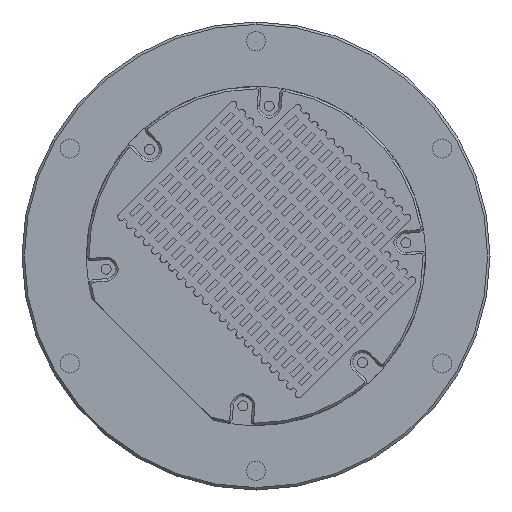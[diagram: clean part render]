
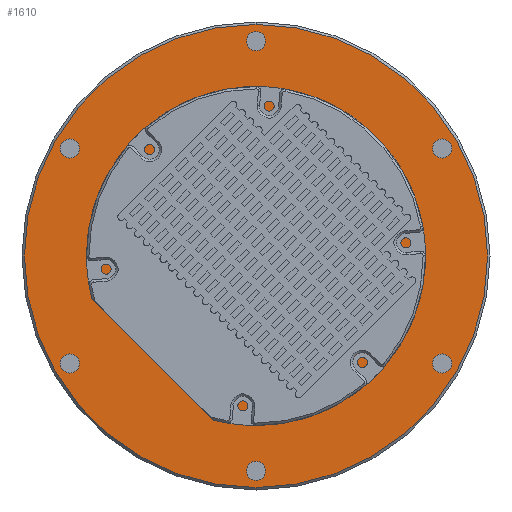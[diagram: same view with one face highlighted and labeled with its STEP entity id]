
A CAD part, left-side view. The second image highlights one B-rep face of the part: STEP entity #1610.
In plain terms, the highlighted planar face has unit normal (-1, 0, 0).
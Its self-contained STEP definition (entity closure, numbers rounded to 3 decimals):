
#73=CARTESIAN_POINT('',(-50.5,0.,0.));
#74=DIRECTION('',(-1.,0.,0.));
#75=DIRECTION('',(0.,0.,-1.));
#76=AXIS2_PLACEMENT_3D('',#73,#74,#75);
#78=CARTESIAN_POINT('',(-50.5,0.,0.));
#79=DIRECTION('',(1.,0.,0.));
#80=DIRECTION('',(0.,0.,-1.));
#81=AXIS2_PLACEMENT_3D('',#78,#79,#80);
#83=CARTESIAN_POINT('',(-50.5,-38.971,-22.5));
#84=DIRECTION('',(-1.,0.,0.));
#85=DIRECTION('',(0.,0.,-1.));
#86=AXIS2_PLACEMENT_3D('',#83,#84,#85);
#88=CARTESIAN_POINT('',(-50.5,-38.971,-22.5));
#89=DIRECTION('',(-1.,0.,0.));
#90=DIRECTION('',(0.,0.,1.));
#91=AXIS2_PLACEMENT_3D('',#88,#89,#90);
#93=CARTESIAN_POINT('',(-50.5,0.,-45.));
#94=DIRECTION('',(-1.,0.,0.));
#95=DIRECTION('',(0.,0.866,-0.5));
#96=AXIS2_PLACEMENT_3D('',#93,#94,#95);
#98=CARTESIAN_POINT('',(-50.5,0.,-45.));
#99=DIRECTION('',(-1.,0.,0.));
#100=DIRECTION('',(0.,-0.866,0.5));
#101=AXIS2_PLACEMENT_3D('',#98,#99,#100);
#103=CARTESIAN_POINT('',(-50.5,38.971,-22.5));
#104=DIRECTION('',(-1.,0.,0.));
#105=DIRECTION('',(0.,0.866,0.5));
#106=AXIS2_PLACEMENT_3D('',#103,#104,#105);
#108=CARTESIAN_POINT('',(-50.5,38.971,-22.5));
#109=DIRECTION('',(-1.,0.,0.));
#110=DIRECTION('',(0.,-0.866,-0.5));
#111=AXIS2_PLACEMENT_3D('',#108,#109,#110);
#113=CARTESIAN_POINT('',(-50.5,38.971,22.5));
#114=DIRECTION('',(-1.,0.,0.));
#115=DIRECTION('',(0.,0.,1.));
#116=AXIS2_PLACEMENT_3D('',#113,#114,#115);
#118=CARTESIAN_POINT('',(-50.5,38.971,22.5));
#119=DIRECTION('',(-1.,0.,0.));
#120=DIRECTION('',(0.,0.,-1.));
#121=AXIS2_PLACEMENT_3D('',#118,#119,#120);
#123=CARTESIAN_POINT('',(-50.5,0.,45.));
#124=DIRECTION('',(-1.,0.,0.));
#125=DIRECTION('',(0.,-0.866,0.5));
#126=AXIS2_PLACEMENT_3D('',#123,#124,#125);
#128=CARTESIAN_POINT('',(-50.5,0.,45.));
#129=DIRECTION('',(-1.,0.,0.));
#130=DIRECTION('',(0.,0.866,-0.5));
#131=AXIS2_PLACEMENT_3D('',#128,#129,#130);
#133=CARTESIAN_POINT('',(-50.5,-38.971,22.5));
#134=DIRECTION('',(-1.,0.,0.));
#135=DIRECTION('',(0.,-0.866,-0.5));
#136=AXIS2_PLACEMENT_3D('',#133,#134,#135);
#138=CARTESIAN_POINT('',(-50.5,-38.971,22.5));
#139=DIRECTION('',(-1.,0.,0.));
#140=DIRECTION('',(0.,0.866,0.5));
#141=AXIS2_PLACEMENT_3D('',#138,#139,#140);
#1159=CARTESIAN_POINT('',(-50.5,0.,-48.5));
#1160=VERTEX_POINT('',#1159);
#1225=CARTESIAN_POINT('',(-50.5,0.,48.5));
#1226=VERTEX_POINT('',#1225);
#1287=CARTESIAN_POINT('',(-50.5,-38.971,-24.5));
#1288=CARTESIAN_POINT('',(-50.5,-38.971,-20.5));
#1289=VERTEX_POINT('',#1287);
#1290=VERTEX_POINT('',#1288);
#1295=CARTESIAN_POINT('',(-50.5,1.732,-46.));
#1296=CARTESIAN_POINT('',(-50.5,-1.732,-44.));
#1297=VERTEX_POINT('',#1295);
#1298=VERTEX_POINT('',#1296);
#1303=CARTESIAN_POINT('',(-50.5,40.703,-21.5));
#1304=CARTESIAN_POINT('',(-50.5,37.239,-23.5));
#1305=VERTEX_POINT('',#1303);
#1306=VERTEX_POINT('',#1304);
#1311=CARTESIAN_POINT('',(-50.5,38.971,24.5));
#1312=CARTESIAN_POINT('',(-50.5,38.971,20.5));
#1313=VERTEX_POINT('',#1311);
#1314=VERTEX_POINT('',#1312);
#1319=CARTESIAN_POINT('',(-50.5,-1.732,46.));
#1320=CARTESIAN_POINT('',(-50.5,1.732,44.));
#1321=VERTEX_POINT('',#1319);
#1322=VERTEX_POINT('',#1320);
#1327=CARTESIAN_POINT('',(-50.5,-40.703,21.5));
#1328=CARTESIAN_POINT('',(-50.5,-37.239,23.5));
#1329=VERTEX_POINT('',#1327);
#1330=VERTEX_POINT('',#1328);
#1565=CARTESIAN_POINT('',(-50.5,0.,0.));
#1566=DIRECTION('',(1.,0.,0.));
#1567=DIRECTION('',(0.,0.,1.));
#1568=AXIS2_PLACEMENT_3D('',#1565,#1566,#1567);
#1569=PLANE('',#1568);
#1570=ORIENTED_EDGE('',*,*,#1544,.F.);
#1571=ORIENTED_EDGE('',*,*,#1560,.T.);
#1572=EDGE_LOOP('',(#1570,#1571));
#1573=FACE_OUTER_BOUND('',#1572,.F.);
#1575=ORIENTED_EDGE('',*,*,#1574,.T.);
#1577=ORIENTED_EDGE('',*,*,#1576,.T.);
#1578=EDGE_LOOP('',(#1575,#1577));
#1579=FACE_BOUND('',#1578,.F.);
#1581=ORIENTED_EDGE('',*,*,#1580,.T.);
#1583=ORIENTED_EDGE('',*,*,#1582,.T.);
#1584=EDGE_LOOP('',(#1581,#1583));
#1585=FACE_BOUND('',#1584,.F.);
#1587=ORIENTED_EDGE('',*,*,#1586,.T.);
#1589=ORIENTED_EDGE('',*,*,#1588,.T.);
#1590=EDGE_LOOP('',(#1587,#1589));
#1591=FACE_BOUND('',#1590,.F.);
#1593=ORIENTED_EDGE('',*,*,#1592,.T.);
#1595=ORIENTED_EDGE('',*,*,#1594,.T.);
#1596=EDGE_LOOP('',(#1593,#1595));
#1597=FACE_BOUND('',#1596,.F.);
#1599=ORIENTED_EDGE('',*,*,#1598,.T.);
#1601=ORIENTED_EDGE('',*,*,#1600,.T.);
#1602=EDGE_LOOP('',(#1599,#1601));
#1603=FACE_BOUND('',#1602,.F.);
#1605=ORIENTED_EDGE('',*,*,#1604,.T.);
#1607=ORIENTED_EDGE('',*,*,#1606,.T.);
#1608=EDGE_LOOP('',(#1605,#1607));
#1609=FACE_BOUND('',#1608,.F.);
#77=CIRCLE('',#76,48.5);
#82=CIRCLE('',#81,48.5);
#87=CIRCLE('',#86,2.);
#92=CIRCLE('',#91,2.);
#97=CIRCLE('',#96,2.);
#102=CIRCLE('',#101,2.);
#107=CIRCLE('',#106,2.);
#112=CIRCLE('',#111,2.);
#117=CIRCLE('',#116,2.);
#122=CIRCLE('',#121,2.);
#127=CIRCLE('',#126,2.);
#132=CIRCLE('',#131,2.);
#137=CIRCLE('',#136,2.);
#142=CIRCLE('',#141,2.);
#1544=EDGE_CURVE('',#1160,#1226,#77,.T.);
#1560=EDGE_CURVE('',#1160,#1226,#82,.T.);
#1574=EDGE_CURVE('',#1289,#1290,#87,.T.);
#1576=EDGE_CURVE('',#1290,#1289,#92,.T.);
#1580=EDGE_CURVE('',#1297,#1298,#97,.T.);
#1582=EDGE_CURVE('',#1298,#1297,#102,.T.);
#1586=EDGE_CURVE('',#1305,#1306,#107,.T.);
#1588=EDGE_CURVE('',#1306,#1305,#112,.T.);
#1592=EDGE_CURVE('',#1313,#1314,#117,.T.);
#1594=EDGE_CURVE('',#1314,#1313,#122,.T.);
#1598=EDGE_CURVE('',#1321,#1322,#127,.T.);
#1600=EDGE_CURVE('',#1322,#1321,#132,.T.);
#1604=EDGE_CURVE('',#1329,#1330,#137,.T.);
#1606=EDGE_CURVE('',#1330,#1329,#142,.T.);
#1610=ADVANCED_FACE('',(#1573,#1579,#1585,#1591,#1597,#1603,#1609),#1569,.F.);
